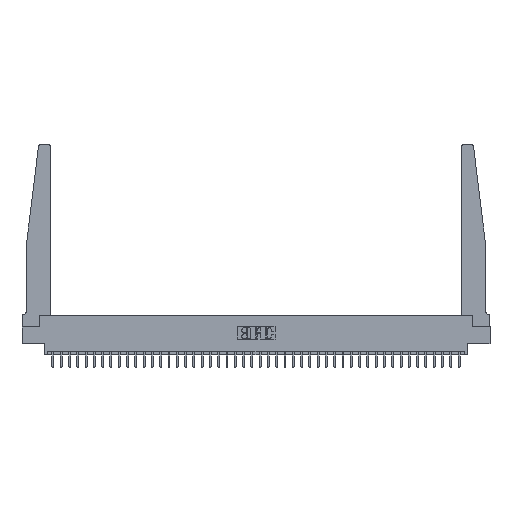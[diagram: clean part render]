
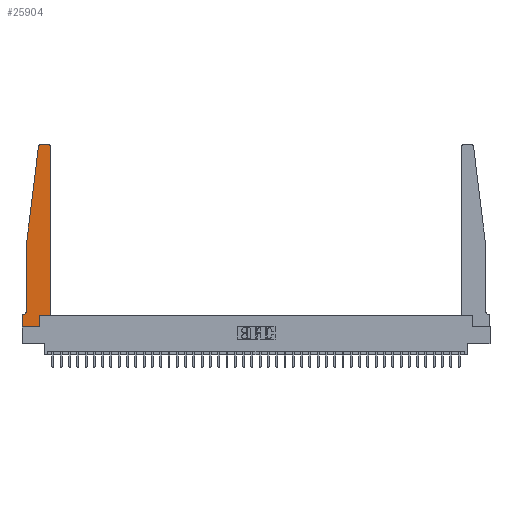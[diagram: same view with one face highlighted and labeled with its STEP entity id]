
A CAD part, top view. The second image highlights one B-rep face of the part: STEP entity #25904.
In plain terms, the highlighted planar face has unit normal (0, 0, 1).
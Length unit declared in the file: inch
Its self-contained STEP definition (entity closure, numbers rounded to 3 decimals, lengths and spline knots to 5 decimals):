
#31 = CARTESIAN_POINT ( 'NONE',  ( 0.015, 0.2375, 0.37 ) ) ;
#381 = CARTESIAN_POINT ( 'NONE',  ( 0.065, 0.1875, 0.37 ) ) ;
#854 = CARTESIAN_POINT ( 'NONE',  ( 0.395, 2.75, 0.37 ) ) ;
#1153 = EDGE_CURVE ( 'NONE', #33039, #25811, #33960, .T. ) ;
#1199 = EDGE_CURVE ( 'NONE', #36371, #36172, #29452, .T. ) ;
#1317 = CARTESIAN_POINT ( 'NONE',  ( 0.2605, 0.18, 0.37 ) ) ;
#1503 = DIRECTION ( 'NONE',  ( 0., 1., 0. ) ) ;
#2313 = DIRECTION ( 'NONE',  ( 0., 0., -1. ) ) ;
#2363 = CARTESIAN_POINT ( 'NONE',  ( 0.2605, 0., 0.37 ) ) ;
#2684 = ORIENTED_EDGE ( 'NONE', *, *, #1153, .T. ) ;
#3029 = AXIS2_PLACEMENT_3D ( 'NONE', #31, #2313, #11504 ) ;
#3033 = EDGE_CURVE ( 'NONE', #36705, #6365, #28479, .T. ) ;
#3221 = DIRECTION ( 'NONE',  ( 0., 0., 1. ) ) ;
#3293 = PLANE ( 'NONE',  #18466 ) ;
#3509 = CARTESIAN_POINT ( 'NONE',  ( 0.065, 0.2375, 0.37 ) ) ;
#3552 = CARTESIAN_POINT ( 'NONE',  ( 0.25, 2.75, 0.37 ) ) ;
#3781 = CARTESIAN_POINT ( 'NONE',  ( 0.065, 1.25, 0.37 ) ) ;
#4279 = CIRCLE ( 'NONE', #9673, 0.03 ) ;
#4369 = EDGE_CURVE ( 'NONE', #33170, #36705, #4279, .T. ) ;
#4743 = VECTOR ( 'NONE', #17458, 39.37008 ) ;
#4998 = VECTOR ( 'NONE', #8611, 39.37008 ) ;
#5203 = CARTESIAN_POINT ( 'NONE',  ( 0.27653, 2.75, 0.37 ) ) ;
#5384 = FACE_OUTER_BOUND ( 'NONE', #27725, .T. ) ;
#5720 = EDGE_CURVE ( 'NONE', #36172, #15836, #8689, .T. ) ;
#6365 = VERTEX_POINT ( 'NONE', #5203 ) ;
#6599 = CARTESIAN_POINT ( 'NONE',  ( 0., 0., 0.37 ) ) ;
#6846 = VECTOR ( 'NONE', #1503, 39.37008 ) ;
#7043 = EDGE_CURVE ( 'NONE', #15836, #33039, #33542, .T. ) ;
#7104 = VECTOR ( 'NONE', #32419, 39.37008 ) ;
#7389 = CARTESIAN_POINT ( 'NONE',  ( 0.425, 0.18, 0.37 ) ) ;
#7997 = DIRECTION ( 'NONE',  ( 1., 0., 0. ) ) ;
#8090 = VERTEX_POINT ( 'NONE', #20207 ) ;
#8468 = ORIENTED_EDGE ( 'NONE', *, *, #32570, .T. ) ;
#8570 = ORIENTED_EDGE ( 'NONE', *, *, #5720, .T. ) ;
#8611 = DIRECTION ( 'NONE',  ( 1., 0., 0. ) ) ;
#8689 = LINE ( 'NONE', #31718, #30591 ) ;
#9027 = ORIENTED_EDGE ( 'NONE', *, *, #27809, .T. ) ;
#9048 = VERTEX_POINT ( 'NONE', #24552 ) ;
#9303 = VECTOR ( 'NONE', #21357, 39.37008 ) ;
#9673 = AXIS2_PLACEMENT_3D ( 'NONE', #19918, #3221, #22912 ) ;
#10951 = EDGE_CURVE ( 'NONE', #13226, #8090, #29458, .T. ) ;
#11149 = ORIENTED_EDGE ( 'NONE', *, *, #1199, .T. ) ;
#11504 = DIRECTION ( 'NONE',  ( -1., 0., 0. ) ) ;
#11626 = VERTEX_POINT ( 'NONE', #30512 ) ;
#11748 = DIRECTION ( 'NONE',  ( 0., 0., 1. ) ) ;
#12313 = CARTESIAN_POINT ( 'NONE',  ( 0.425, 2.72, 0.37 ) ) ;
#12680 = AXIS2_PLACEMENT_3D ( 'NONE', #31049, #25047, #7997 ) ;
#12856 = ORIENTED_EDGE ( 'NONE', *, *, #3033, .T. ) ;
#12899 = EDGE_CURVE ( 'NONE', #25811, #9048, #32413, .T. ) ;
#13226 = VERTEX_POINT ( 'NONE', #2363 ) ;
#13280 = ORIENTED_EDGE ( 'NONE', *, *, #10951, .T. ) ;
#15836 = VERTEX_POINT ( 'NONE', #3509 ) ;
#17458 = DIRECTION ( 'NONE',  ( -1., 0., 0. ) ) ;
#18163 = CARTESIAN_POINT ( 'NONE',  ( 0.065, 1.25, 0.37 ) ) ;
#18193 = LINE ( 'NONE', #6599, #7104 ) ;
#18466 = AXIS2_PLACEMENT_3D ( 'NONE', #31227, #11748, #34581 ) ;
#18491 = EDGE_CURVE ( 'NONE', #9048, #13226, #18193, .T. ) ;
#18820 = LINE ( 'NONE', #7389, #32897 ) ;
#19247 = CIRCLE ( 'NONE', #12680, 0.03 ) ;
#19918 = CARTESIAN_POINT ( 'NONE',  ( 0.395, 2.72, 0.37 ) ) ;
#19997 = CARTESIAN_POINT ( 'NONE',  ( 0.015, 0.1875, 0.37 ) ) ;
#20207 = CARTESIAN_POINT ( 'NONE',  ( 0.2605, 0.18, 0.37 ) ) ;
#20397 = CARTESIAN_POINT ( 'NONE',  ( 0.425, 0.18, 0.37 ) ) ;
#20506 = ORIENTED_EDGE ( 'NONE', *, *, #12899, .T. ) ;
#21357 = DIRECTION ( 'NONE',  ( 0., -1., 0. ) ) ;
#21806 = DIRECTION ( 'NONE',  ( 0., 1., 0. ) ) ;
#22616 = CARTESIAN_POINT ( 'NONE',  ( 0., 0.1875, 0.37 ) ) ;
#22851 = LINE ( 'NONE', #20397, #4998 ) ;
#22912 = DIRECTION ( 'NONE',  ( 1., 0., 0. ) ) ;
#24520 = CARTESIAN_POINT ( 'NONE',  ( 0.24675, 2.72367, 0.37 ) ) ;
#24545 = CARTESIAN_POINT ( 'NONE',  ( 0., 0., 0.37 ) ) ;
#24552 = CARTESIAN_POINT ( 'NONE',  ( 0., 0., 0.37 ) ) ;
#25047 = DIRECTION ( 'NONE',  ( 0., 0., 1. ) ) ;
#25211 = ORIENTED_EDGE ( 'NONE', *, *, #30482, .T. ) ;
#25811 = VERTEX_POINT ( 'NONE', #22616 ) ;
#25904 = ADVANCED_FACE ( 'NONE', ( #5384 ), #3293, .T. ) ;
#27725 = EDGE_LOOP ( 'NONE', ( #12856, #25211, #11149, #8570, #31780, #2684, #20506, #28819, #13280, #8468, #9027, #36030 ) ) ;
#27809 = EDGE_CURVE ( 'NONE', #11626, #33170, #18820, .T. ) ;
#28479 = LINE ( 'NONE', #3552, #29068 ) ;
#28665 = DIRECTION ( 'NONE',  ( -1., 0., 0. ) ) ;
#28819 = ORIENTED_EDGE ( 'NONE', *, *, #18491, .T. ) ;
#29068 = VECTOR ( 'NONE', #28665, 39.37008 ) ;
#29452 = LINE ( 'NONE', #3781, #33474 ) ;
#29458 = LINE ( 'NONE', #1317, #6846 ) ;
#30482 = EDGE_CURVE ( 'NONE', #6365, #36371, #19247, .T. ) ;
#30512 = CARTESIAN_POINT ( 'NONE',  ( 0.425, 0.18, 0.37 ) ) ;
#30591 = VECTOR ( 'NONE', #31537, 39.37008 ) ;
#31049 = CARTESIAN_POINT ( 'NONE',  ( 0.27653, 2.72, 0.37 ) ) ;
#31227 = CARTESIAN_POINT ( 'NONE',  ( 0., 0.1875, 0.37 ) ) ;
#31537 = DIRECTION ( 'NONE',  ( 0., -1., 0. ) ) ;
#31718 = CARTESIAN_POINT ( 'NONE',  ( 0.065, 1.25, 0.37 ) ) ;
#31780 = ORIENTED_EDGE ( 'NONE', *, *, #7043, .T. ) ;
#32413 = LINE ( 'NONE', #24545, #9303 ) ;
#32419 = DIRECTION ( 'NONE',  ( 1., 0., 0. ) ) ;
#32570 = EDGE_CURVE ( 'NONE', #8090, #11626, #22851, .T. ) ;
#32897 = VECTOR ( 'NONE', #21806, 39.37008 ) ;
#33039 = VERTEX_POINT ( 'NONE', #19997 ) ;
#33170 = VERTEX_POINT ( 'NONE', #12313 ) ;
#33474 = VECTOR ( 'NONE', #35427, 39.37008 ) ;
#33542 = CIRCLE ( 'NONE', #3029, 0.05 ) ;
#33960 = LINE ( 'NONE', #381, #4743 ) ;
#34581 = DIRECTION ( 'NONE',  ( 1., 0., 0. ) ) ;
#35427 = DIRECTION ( 'NONE',  ( -0.122, -0.992, 0. ) ) ;
#36030 = ORIENTED_EDGE ( 'NONE', *, *, #4369, .T. ) ;
#36172 = VERTEX_POINT ( 'NONE', #18163 ) ;
#36371 = VERTEX_POINT ( 'NONE', #24520 ) ;
#36705 = VERTEX_POINT ( 'NONE', #854 ) ;
